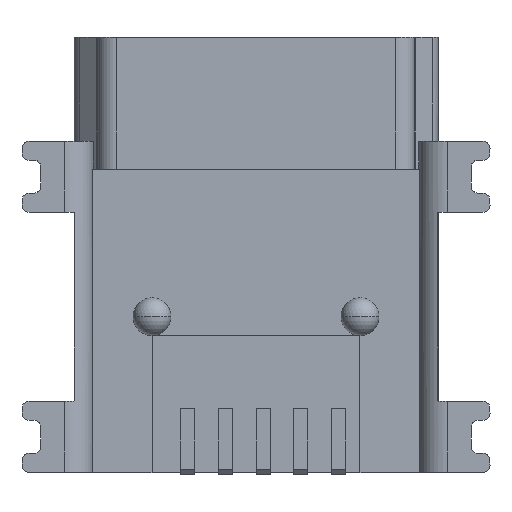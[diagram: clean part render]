
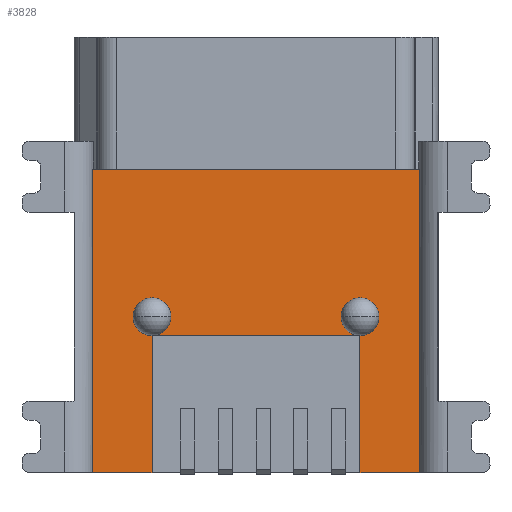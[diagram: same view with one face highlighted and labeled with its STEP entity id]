
A CAD part, front view. The second image highlights one B-rep face of the part: STEP entity #3828.
In plain terms, the highlighted planar face has unit normal (0, -1, 0).
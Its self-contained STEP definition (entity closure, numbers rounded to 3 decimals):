
#60 = VERTEX_POINT ( 'NONE', #7986 ) ;
#217 = CARTESIAN_POINT ( 'NONE',  ( -3.45, -0.001, -9.21 ) ) ;
#219 = LINE ( 'NONE', #6118, #4345 ) ;
#226 = ORIENTED_EDGE ( 'NONE', *, *, #4556, .T. ) ;
#243 = CARTESIAN_POINT ( 'NONE',  ( -2.111, -0.001, -6.3 ) ) ;
#524 = VECTOR ( 'NONE', #3972, 1000. ) ;
#640 = VERTEX_POINT ( 'NONE', #3043 ) ;
#949 = ORIENTED_EDGE ( 'NONE', *, *, #4723, .T. ) ;
#1139 = DIRECTION ( 'NONE',  ( 0., 0., -1. ) ) ;
#1149 = CARTESIAN_POINT ( 'NONE',  ( 2.2, -0.001, -5.51 ) ) ;
#1657 = CARTESIAN_POINT ( 'NONE',  ( -3.45, -0.001, -6.3 ) ) ;
#1661 = VECTOR ( 'NONE', #1139, 1000. ) ;
#1670 = ORIENTED_EDGE ( 'NONE', *, *, #7180, .T. ) ;
#1799 = ORIENTED_EDGE ( 'NONE', *, *, #9638, .T. ) ;
#1959 = DIRECTION ( 'NONE',  ( 1., 0., 0. ) ) ;
#2041 = CARTESIAN_POINT ( 'NONE',  ( 3.45, -0.001, -2.79 ) ) ;
#2106 = AXIS2_PLACEMENT_3D ( 'NONE', #7246, #2285, #8088 ) ;
#2285 = DIRECTION ( 'NONE',  ( 0., 1., 0. ) ) ;
#2298 = EDGE_CURVE ( 'E8970', #3014, #3513, #6935, .T. ) ;
#2380 = DIRECTION ( 'NONE',  ( 0., 0., 1. ) ) ;
#2505 = DIRECTION ( 'NONE',  ( 0., -1., 0. ) ) ;
#2601 = CARTESIAN_POINT ( 'NONE',  ( -3.45, -0.001, -9.21 ) ) ;
#2767 = VECTOR ( 'NONE', #4237, 1000. ) ;
#2870 = FACE_OUTER_BOUND ( 'NONE', #5318, .T. ) ;
#2994 = LINE ( 'NONE', #8135, #524 ) ;
#3014 = VERTEX_POINT ( 'NONE', #8013 ) ;
#3043 = CARTESIAN_POINT ( 'NONE',  ( 2.111, -0.001, -6.3 ) ) ;
#3206 = DIRECTION ( 'NONE',  ( 0., 1., 0. ) ) ;
#3323 = EDGE_CURVE ( 'E9322', #5361, #3014, #9421, .T. ) ;
#3477 = VECTOR ( 'NONE', #4102, 1000. ) ;
#3513 = VERTEX_POINT ( 'NONE', #2041 ) ;
#3606 = CARTESIAN_POINT ( 'NONE',  ( -2.2, -0.001, -6.31 ) ) ;
#3616 = EDGE_CURVE ( 'E9355', #8654, #10488, #4032, .T. ) ;
#3658 = AXIS2_PLACEMENT_3D ( 'NONE', #8182, #3206, #9026 ) ;
#3698 = CIRCLE ( 'NONE', #2106, 0.4 ) ;
#3711 = CARTESIAN_POINT ( 'NONE',  ( -3.45, -0.001, -2.79 ) ) ;
#3730 = VERTEX_POINT ( 'NONE', #5583 ) ;
#3754 = DIRECTION ( 'NONE',  ( 0., 1., 0. ) ) ;
#3804 = CARTESIAN_POINT ( 'NONE',  ( -2.2, -0.001, -5.91 ) ) ;
#3811 = CARTESIAN_POINT ( 'NONE',  ( -2.2, -0.001, -5.51 ) ) ;
#3828 = ADVANCED_FACE ( 'E9277', ( #2870 ), #7432, .T. ) ;
#3972 = DIRECTION ( 'NONE',  ( 0., 0., 1. ) ) ;
#4032 = CIRCLE ( 'NONE', #10619, 0.4 ) ;
#4102 = DIRECTION ( 'NONE',  ( -1., 0., 0. ) ) ;
#4125 = VERTEX_POINT ( 'NONE', #4611 ) ;
#4233 = EDGE_CURVE ( 'E9278', #3730, #60, #2994, .T. ) ;
#4237 = DIRECTION ( 'NONE',  ( 0., 0., 1. ) ) ;
#4345 = VECTOR ( 'NONE', #1959, 1000. ) ;
#4351 = ORIENTED_EDGE ( 'NONE', *, *, #2298, .F. ) ;
#4556 = EDGE_CURVE ( 'E9333', #5361, #9271, #219, .T. ) ;
#4611 = CARTESIAN_POINT ( 'NONE',  ( 3.45, -0.001, -9.21 ) ) ;
#4646 = DIRECTION ( 'NONE',  ( 0., 0., 1. ) ) ;
#4723 = EDGE_CURVE ( 'E9355', #10488, #9726, #3698, .T. ) ;
#4989 = VECTOR ( 'NONE', #5165, 1000. ) ;
#5095 = VERTEX_POINT ( 'NONE', #1149 ) ;
#5165 = DIRECTION ( 'NONE',  ( 1., 0., 0. ) ) ;
#5318 = EDGE_LOOP ( 'NONE', ( #9383, #1670, #1799, #4351, #9124, #226, #10663, #7346, #949, #5754, #7463, #6586 ) ) ;
#5361 = VERTEX_POINT ( 'NONE', #10362 ) ;
#5471 = AXIS2_PLACEMENT_3D ( 'NONE', #8748, #3754, #9616 ) ;
#5583 = CARTESIAN_POINT ( 'NONE',  ( 2.2, -0.001, -9.21 ) ) ;
#5754 = ORIENTED_EDGE ( 'NONE', *, *, #7099, .F. ) ;
#6061 = LINE ( 'NONE', #8663, #1661 ) ;
#6118 = CARTESIAN_POINT ( 'NONE',  ( -3.45, -0.001, -9.21 ) ) ;
#6586 = ORIENTED_EDGE ( 'NONE', *, *, #9431, .T. ) ;
#6752 = CIRCLE ( 'NONE', #5471, 0.4 ) ;
#6822 = AXIS2_PLACEMENT_3D ( 'NONE', #7464, #2505, #8315 ) ;
#6935 = LINE ( 'NONE', #3711, #9188 ) ;
#7022 = DIRECTION ( 'NONE',  ( 1., 0., 0. ) ) ;
#7099 = EDGE_CURVE ( 'E9366', #640, #9726, #7883, .T. ) ;
#7107 = CIRCLE ( 'NONE', #3658, 0.4 ) ;
#7180 = EDGE_CURVE ( 'E9289', #3730, #4125, #9474, .T. ) ;
#7246 = CARTESIAN_POINT ( 'NONE',  ( -2.2, -0.001, -5.91 ) ) ;
#7346 = ORIENTED_EDGE ( 'NONE', *, *, #3616, .T. ) ;
#7432 = PLANE ( 'NONE',  #6822 ) ;
#7463 = ORIENTED_EDGE ( 'NONE', *, *, #10628, .T. ) ;
#7464 = CARTESIAN_POINT ( 'NONE',  ( -3.45, -0.001, -9.21 ) ) ;
#7660 = CARTESIAN_POINT ( 'NONE',  ( -2.2, -0.001, -9.21 ) ) ;
#7883 = LINE ( 'NONE', #1657, #3477 ) ;
#7986 = CARTESIAN_POINT ( 'NONE',  ( 2.2, -0.001, -6.31 ) ) ;
#8013 = CARTESIAN_POINT ( 'NONE',  ( -3.45, -0.001, -2.79 ) ) ;
#8064 = VECTOR ( 'NONE', #2380, 1000. ) ;
#8088 = DIRECTION ( 'NONE',  ( 0., 0., 1. ) ) ;
#8135 = CARTESIAN_POINT ( 'NONE',  ( 2.2, -0.001, -9.21 ) ) ;
#8182 = CARTESIAN_POINT ( 'NONE',  ( 2.2, -0.001, -5.91 ) ) ;
#8315 = DIRECTION ( 'NONE',  ( 0., 0., 1. ) ) ;
#8654 = VERTEX_POINT ( 'NONE', #3606 ) ;
#8663 = CARTESIAN_POINT ( 'NONE',  ( -2.2, -0.001, -9.21 ) ) ;
#8748 = CARTESIAN_POINT ( 'NONE',  ( 2.2, -0.001, -5.91 ) ) ;
#9026 = DIRECTION ( 'NONE',  ( 0., 0., 1. ) ) ;
#9124 = ORIENTED_EDGE ( 'NONE', *, *, #3323, .F. ) ;
#9188 = VECTOR ( 'NONE', #7022, 1000. ) ;
#9271 = VERTEX_POINT ( 'NONE', #7660 ) ;
#9383 = ORIENTED_EDGE ( 'NONE', *, *, #4233, .F. ) ;
#9421 = LINE ( 'NONE', #2601, #2767 ) ;
#9431 = EDGE_CURVE ( 'E9377', #5095, #60, #6752, .T. ) ;
#9474 = LINE ( 'NONE', #217, #4989 ) ;
#9616 = DIRECTION ( 'NONE',  ( 0., 0., 1. ) ) ;
#9638 = EDGE_CURVE ( 'E9039', #4125, #3513, #10297, .T. ) ;
#9667 = DIRECTION ( 'NONE',  ( 0., 1., 0. ) ) ;
#9726 = VERTEX_POINT ( 'NONE', #243 ) ;
#10034 = CARTESIAN_POINT ( 'NONE',  ( 3.45, -0.001, -9.21 ) ) ;
#10297 = LINE ( 'NONE', #10034, #8064 ) ;
#10362 = CARTESIAN_POINT ( 'NONE',  ( -3.45, -0.001, -9.21 ) ) ;
#10398 = EDGE_CURVE ( 'E9344', #8654, #9271, #6061, .T. ) ;
#10488 = VERTEX_POINT ( 'NONE', #3811 ) ;
#10619 = AXIS2_PLACEMENT_3D ( 'NONE', #3804, #9667, #4646 ) ;
#10628 = EDGE_CURVE ( 'E9377', #640, #5095, #7107, .T. ) ;
#10663 = ORIENTED_EDGE ( 'NONE', *, *, #10398, .F. ) ;
